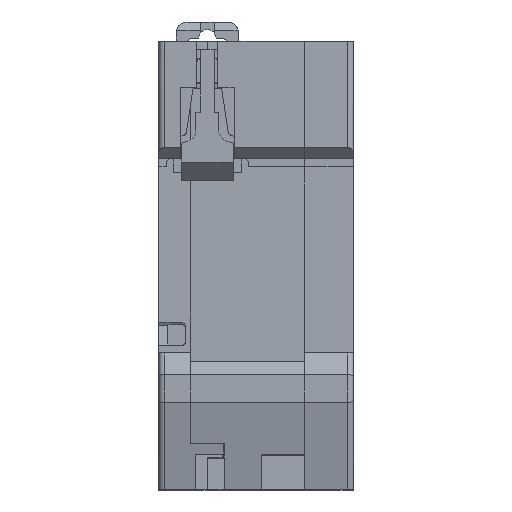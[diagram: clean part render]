
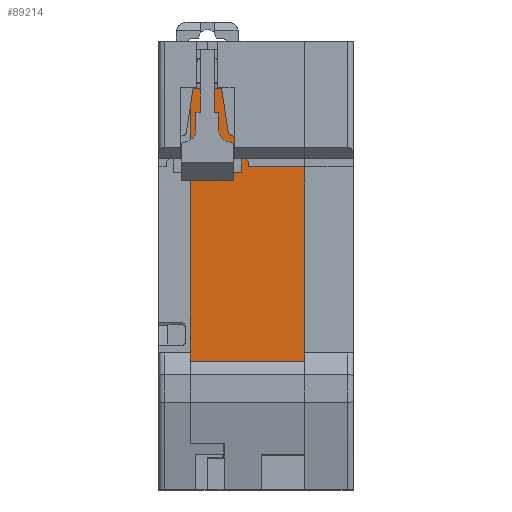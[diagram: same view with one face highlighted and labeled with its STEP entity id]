
A CAD part, top view. The second image highlights one B-rep face of the part: STEP entity #89214.
In plain terms, the highlighted planar face has unit normal (0, 0, 1).
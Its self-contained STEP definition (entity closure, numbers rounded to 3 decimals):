
#54479=DIRECTION('',(0.,1.,0.));
#54480=VECTOR('',#54479,49.9);
#54481=CARTESIAN_POINT('',(-12.,-17.5,60.));
#54482=LINE('',#54481,#54480);
#54678=DIRECTION('',(-1.,0.,0.));
#54679=VECTOR('',#54678,8.9);
#54680=CARTESIAN_POINT('',(-3.1,32.4,60.));
#54681=LINE('',#54680,#54679);
#54699=DIRECTION('',(0.575,-0.818,0.));
#54700=VECTOR('',#54699,3.302);
#54701=CARTESIAN_POINT('',(-3.1,30.2,60.));
#54702=LINE('',#54701,#54700);
#54706=DIRECTION('',(-0.514,-0.857,0.));
#54707=VECTOR('',#54706,2.332);
#54708=CARTESIAN_POINT('',(-1.2,27.5,60.));
#54709=LINE('',#54708,#54707);
#54713=DIRECTION('',(0.433,-0.902,0.));
#54714=VECTOR('',#54713,2.773);
#54715=CARTESIAN_POINT('',(-2.4,25.,60.));
#54716=LINE('',#54715,#54714);
#54720=DIRECTION('',(-0.768,-0.64,0.));
#54721=VECTOR('',#54720,0.781);
#54722=CARTESIAN_POINT('',(-1.2,22.5,60.));
#54723=LINE('',#54722,#54721);
#54727=DIRECTION('',(-0.707,0.707,0.));
#54728=VECTOR('',#54727,1.414);
#54729=CARTESIAN_POINT('',(-1.4,19.,60.));
#54730=LINE('',#54729,#54728);
#54734=DIRECTION('',(-1.,0.,0.));
#54735=VECTOR('',#54734,10.3);
#54736=CARTESIAN_POINT('',(8.9,18.,60.));
#54737=LINE('',#54736,#54735);
#54741=DIRECTION('',(0.,-1.,0.));
#54742=VECTOR('',#54741,35.5);
#54743=CARTESIAN_POINT('',(8.9,18.,60.));
#54744=LINE('',#54743,#54742);
#54776=DIRECTION('',(0.,1.,0.));
#54777=VECTOR('',#54776,2.2);
#54778=CARTESIAN_POINT('',(-3.1,30.2,60.));
#54779=LINE('',#54778,#54777);
#66070=DIRECTION('',(1.,0.,0.));
#66071=VECTOR('',#66070,20.9);
#66072=CARTESIAN_POINT('',(-12.,-17.5,60.));
#66073=LINE('',#66072,#66071);
#71590=DIRECTION('',(0.,1.,0.));
#71591=VECTOR('',#71590,1.);
#71592=CARTESIAN_POINT('',(-1.4,18.,60.));
#71593=LINE('',#71592,#71591);
#71611=DIRECTION('',(0.,1.,0.));
#71612=VECTOR('',#71611,2.);
#71613=CARTESIAN_POINT('',(-2.4,20.,60.));
#71614=LINE('',#71613,#71612);
#71625=DIRECTION('',(1.,0.,0.));
#71626=VECTOR('',#71625,0.6);
#71627=CARTESIAN_POINT('',(-2.4,22.,60.));
#71628=LINE('',#71627,#71626);
#71674=DIRECTION('',(0.,1.,0.));
#71675=VECTOR('',#71674,0.5);
#71676=CARTESIAN_POINT('',(-2.4,25.,60.));
#71677=LINE('',#71676,#71675);
#82171=CARTESIAN_POINT('',(-1.2,22.5,60.));
#82172=VERTEX_POINT('',#82171);
#82173=CARTESIAN_POINT('',(-1.2,27.5,60.));
#82174=VERTEX_POINT('',#82173);
#82187=CARTESIAN_POINT('',(-3.1,30.2,60.));
#82188=VERTEX_POINT('',#82187);
#82189=CARTESIAN_POINT('',(-2.4,22.,60.));
#82190=CARTESIAN_POINT('',(-1.8,22.,60.));
#82191=VERTEX_POINT('',#82189);
#82192=VERTEX_POINT('',#82190);
#82193=CARTESIAN_POINT('',(-2.4,25.,60.));
#82194=CARTESIAN_POINT('',(-2.4,25.5,60.));
#82195=VERTEX_POINT('',#82193);
#82196=VERTEX_POINT('',#82194);
#82275=CARTESIAN_POINT('',(-2.4,20.,60.));
#82276=VERTEX_POINT('',#82275);
#82277=CARTESIAN_POINT('',(-1.4,19.,60.));
#82278=VERTEX_POINT('',#82277);
#82530=CARTESIAN_POINT('',(-1.4,18.,60.));
#82532=VERTEX_POINT('',#82530);
#82975=CARTESIAN_POINT('',(-12.,32.4,60.));
#82977=VERTEX_POINT('',#82975);
#83907=CARTESIAN_POINT('',(8.9,18.,60.));
#83908=CARTESIAN_POINT('',(8.9,-17.5,60.));
#83909=VERTEX_POINT('',#83907);
#83910=VERTEX_POINT('',#83908);
#83985=CARTESIAN_POINT('',(-12.,-17.5,60.));
#83986=VERTEX_POINT('',#83985);
#85974=CARTESIAN_POINT('',(-3.1,32.4,60.));
#85975=VERTEX_POINT('',#85974);
#89179=CARTESIAN_POINT('',(0.,18.5,60.));
#89180=DIRECTION('',(0.,0.,1.));
#89181=DIRECTION('',(0.,-1.,0.));
#89182=AXIS2_PLACEMENT_3D('',#89179,#89180,#89181);
#89183=PLANE('',#89182);
#89184=ORIENTED_EDGE('',*,*,#89148,.F.);
#89186=ORIENTED_EDGE('',*,*,#89185,.F.);
#89188=ORIENTED_EDGE('',*,*,#89187,.T.);
#89190=ORIENTED_EDGE('',*,*,#89189,.T.);
#89192=ORIENTED_EDGE('',*,*,#89191,.F.);
#89194=ORIENTED_EDGE('',*,*,#89193,.T.);
#89196=ORIENTED_EDGE('',*,*,#89195,.T.);
#89198=ORIENTED_EDGE('',*,*,#89197,.F.);
#89200=ORIENTED_EDGE('',*,*,#89199,.F.);
#89202=ORIENTED_EDGE('',*,*,#89201,.F.);
#89204=ORIENTED_EDGE('',*,*,#89203,.F.);
#89206=ORIENTED_EDGE('',*,*,#89205,.F.);
#89208=ORIENTED_EDGE('',*,*,#89207,.T.);
#89210=ORIENTED_EDGE('',*,*,#89209,.F.);
#89211=ORIENTED_EDGE('',*,*,#89040,.T.);
#89212=EDGE_LOOP('',(#89184,#89186,#89188,#89190,#89192,#89194,#89196,#89198,
#89200,#89202,#89204,#89206,#89208,#89210,#89211));
#89213=FACE_OUTER_BOUND('',#89212,.F.);
#89214=ADVANCED_FACE('',(#89213),#89183,.T.);
#89040=EDGE_CURVE('',#83986,#82977,#54482,.T.);
#89148=EDGE_CURVE('',#85975,#82977,#54681,.T.);
#89185=EDGE_CURVE('',#82188,#85975,#54779,.T.);
#89187=EDGE_CURVE('',#82188,#82174,#54702,.T.);
#89189=EDGE_CURVE('',#82174,#82196,#54709,.T.);
#89191=EDGE_CURVE('',#82195,#82196,#71677,.T.);
#89193=EDGE_CURVE('',#82195,#82172,#54716,.T.);
#89195=EDGE_CURVE('',#82172,#82192,#54723,.T.);
#89197=EDGE_CURVE('',#82191,#82192,#71628,.T.);
#89199=EDGE_CURVE('',#82276,#82191,#71614,.T.);
#89201=EDGE_CURVE('',#82278,#82276,#54730,.T.);
#89203=EDGE_CURVE('',#82532,#82278,#71593,.T.);
#89205=EDGE_CURVE('',#83909,#82532,#54737,.T.);
#89207=EDGE_CURVE('',#83909,#83910,#54744,.T.);
#89209=EDGE_CURVE('',#83986,#83910,#66073,.T.);
